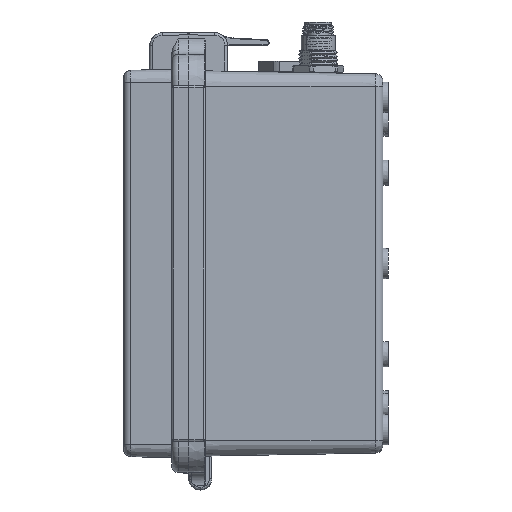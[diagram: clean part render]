
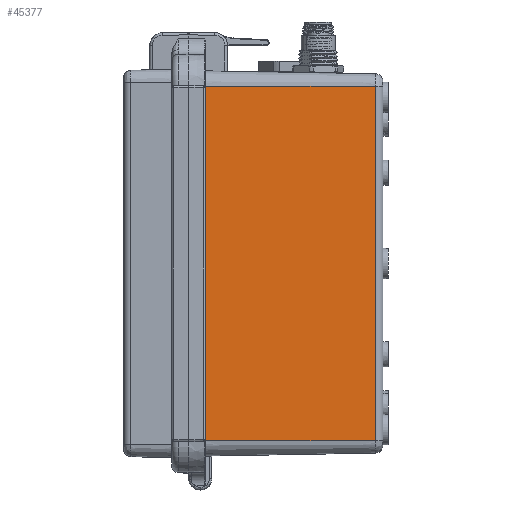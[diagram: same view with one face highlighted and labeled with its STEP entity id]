
A CAD part, left-side view. The second image highlights one B-rep face of the part: STEP entity #45377.
In plain terms, the highlighted planar face has unit normal (-1, -0.018, 0).
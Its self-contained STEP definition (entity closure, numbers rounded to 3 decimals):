
#16165=DIRECTION('',(0.,0.,-1.));
#16166=VECTOR('',#16165,136.9);
#16167=CARTESIAN_POINT('',(-97.942,4.948,68.45));
#16168=LINE('',#16167,#16166);
#16196=DIRECTION('',(-0.017,1.,0.));
#16197=VECTOR('',#16196,65.562);
#16198=CARTESIAN_POINT('',(-97.942,4.948,-68.45));
#16199=LINE('',#16198,#16197);
#16204=DIRECTION('',(0.,0.,-1.));
#16205=VECTOR('',#16204,136.9);
#16206=CARTESIAN_POINT('',(-99.087,70.5,68.45));
#16207=LINE('',#16206,#16205);
#16212=DIRECTION('',(0.017,-1.,0.));
#16213=VECTOR('',#16212,65.562);
#16214=CARTESIAN_POINT('',(-99.087,70.5,68.45));
#16215=LINE('',#16214,#16213);
#27369=CARTESIAN_POINT('',(-97.942,4.948,68.45));
#27370=CARTESIAN_POINT('',(-97.942,4.948,-68.45));
#27371=VERTEX_POINT('',#27369);
#27372=VERTEX_POINT('',#27370);
#27994=CARTESIAN_POINT('',(-99.087,70.5,-68.45));
#27995=VERTEX_POINT('',#27994);
#28000=CARTESIAN_POINT('',(-99.087,70.5,68.45));
#28001=VERTEX_POINT('',#28000);
#45365=CARTESIAN_POINT('',(-99.2,77.,-68.45));
#45366=DIRECTION('',(-1.,-0.017,0.));
#45367=DIRECTION('',(0.017,-1.,0.));
#45368=AXIS2_PLACEMENT_3D('',#45365,#45366,#45367);
#45369=PLANE('',#45368);
#45370=ORIENTED_EDGE('',*,*,#34776,.F.);
#45372=ORIENTED_EDGE('',*,*,#45371,.T.);
#45373=ORIENTED_EDGE('',*,*,#45307,.T.);
#45374=ORIENTED_EDGE('',*,*,#45358,.T.);
#45375=EDGE_LOOP('',(#45370,#45372,#45373,#45374));
#45376=FACE_OUTER_BOUND('',#45375,.F.);
#45377=ADVANCED_FACE('',(#45376),#45369,.T.);
#34776=EDGE_CURVE('',#28001,#27995,#16207,.T.);
#45307=EDGE_CURVE('',#27371,#27372,#16168,.T.);
#45358=EDGE_CURVE('',#27372,#27995,#16199,.T.);
#45371=EDGE_CURVE('',#28001,#27371,#16215,.T.);
